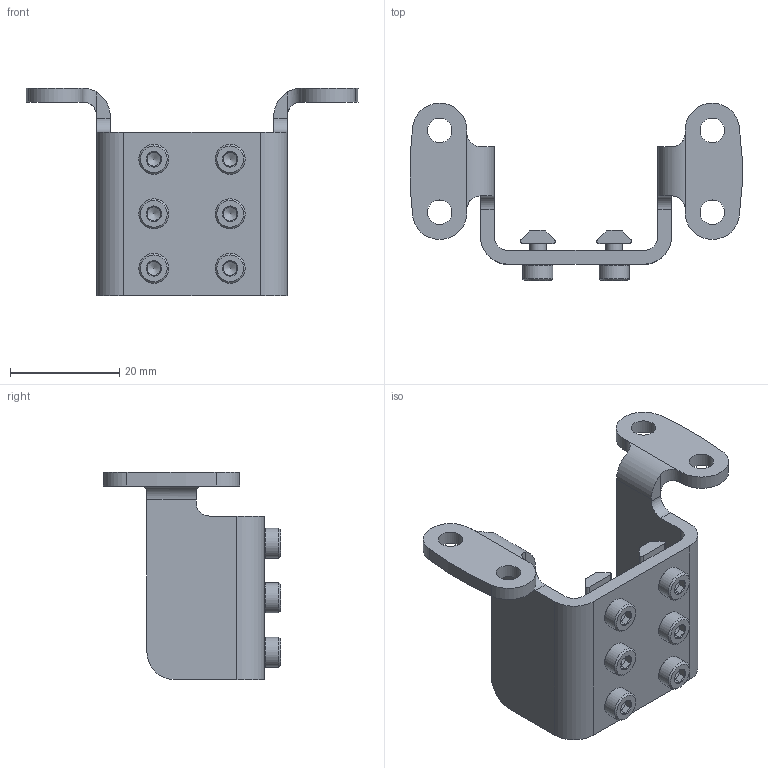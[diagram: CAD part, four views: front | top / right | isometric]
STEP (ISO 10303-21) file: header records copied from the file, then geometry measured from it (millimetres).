
FILE_DESCRIPTION(/* description */ ('STEP AP214'),/* implementation_level */ '2;1');
FILE_NAME(/* name */ '5127286_EAHH-P2-25',/* time_stamp */ '2024-08-26T17:21:47+02:00',/* author */ ('License CC BY-ND 4.0'),/* organization */ ('CADENAS'),/* preprocessor_version */ 'ST-DEVELOPER v19.3',/* originating_system */ 'PARTsolutions',/* authorisation */ ' ');
FILE_SCHEMA (('AUTOMOTIVE_DESIGN {1 0 10303 214 3 1 1}'));
Length unit declared in the file: millimetre
Products named in the file (4): 5127286 EAHH-P2-25---(high); 5127285 EAHH-P2-25---(mechanical highF); ISO-4762 M3x6; 8074284 EPCC-M3---(mechanical highn)
Assembly tree (9 placements, depth 2):
  5127286 EAHH-P2-25---(high)
    5127285 EAHH-P2-25---(mechanical highF)
    ISO-4762 M3x6  x6
    8074284 EPCC-M3---(mechanical highn)  x2
Bounding box: 60.88 x 32.49 x 38 mm (x, y, z)
Volume: 7766.4 mm3; surface area: 8217 mm2
Topology: 9 solids, 9 shells, 260 faces, 654 edges, 412 vertices
Faces by surface type: plane 124, cone 78, cylinder 58
Full cylindrical faces by diameter (mm): 2.459 x6, 3 x6, 3.4 x6, 4.5 x4, 5.5 x6
Entity records: 3199 total; most frequent: CARTESIAN_POINT 611, DIRECTION 538, ORIENTED_EDGE 470, EDGE_CURVE 235, AXIS2_PLACEMENT_3D 215, VERTEX_POINT 168, FACE_BOUND 149, EDGE_LOOP 148
